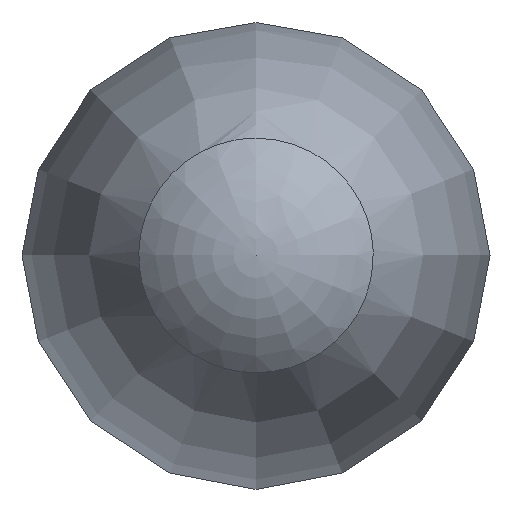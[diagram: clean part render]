
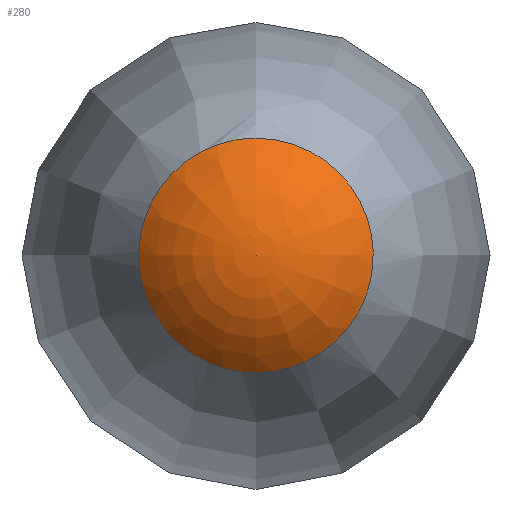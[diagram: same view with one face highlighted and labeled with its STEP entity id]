
A CAD part, front view. The second image highlights one B-rep face of the part: STEP entity #280.
In plain terms, the highlighted free-form (B-spline) face has degree [5, 2] with [7, 9] control points.
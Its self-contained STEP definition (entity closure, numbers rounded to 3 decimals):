
#280 = ADVANCED_FACE('',(#281),#310,.T.);
#281 = FACE_BOUND('',#282,.T.);
#282 = EDGE_LOOP('',(#283,#297,#298));
#283 = ORIENTED_EDGE('',*,*,#284,.T.);
#284 = EDGE_CURVE('',#285,#287,#289,.T.);
#285 = VERTEX_POINT('',#286);
#286 = CARTESIAN_POINT('',(0.,-37.959,1.25));
#287 = VERTEX_POINT('',#288);
#288 = CARTESIAN_POINT('',(0.,-38.5,0.));
#289 = B_SPLINE_CURVE_WITH_KNOTS('',5,(#290,#291,#292,#293,#294,#295,
    #296),.UNSPECIFIED.,.F.,.F.,(6,1,6),(0.886,0.9,1.),
  .UNSPECIFIED.);
#290 = CARTESIAN_POINT('',(0.,-37.959,1.25));
#291 = CARTESIAN_POINT('',(0.,-37.985,1.225));
#292 = CARTESIAN_POINT('',(0.,-38.19,1.018));
#293 = CARTESIAN_POINT('',(0.,-38.347,0.789));
#294 = CARTESIAN_POINT('',(0.,-38.451,0.536));
#295 = CARTESIAN_POINT('',(0.,-38.5,0.26));
#296 = CARTESIAN_POINT('',(0.,-38.5,0.));
#297 = ORIENTED_EDGE('',*,*,#284,.F.);
#298 = ORIENTED_EDGE('',*,*,#299,.F.);
#299 = EDGE_CURVE('',#285,#285,#300,.T.);
#300 = ( BOUNDED_CURVE() B_SPLINE_CURVE(2,(#301,#302,#303,#304,#305,#306
,#307,#308,#309),.UNSPECIFIED.,.T.,.F.) B_SPLINE_CURVE_WITH_KNOTS((3,2,2
    ,2,3),(-1.571,0.,1.571,3.142,
4.712),.UNSPECIFIED.) CURVE() GEOMETRIC_REPRESENTATION_ITEM() 
RATIONAL_B_SPLINE_CURVE((1.,0.707,1.,0.707,1.,
0.707,1.,0.707,1.)) REPRESENTATION_ITEM('') );
#301 = CARTESIAN_POINT('',(0.,-37.959,1.25));
#302 = CARTESIAN_POINT('',(1.25,-37.959,1.25));
#303 = CARTESIAN_POINT('',(1.25,-37.959,0.));
#304 = CARTESIAN_POINT('',(1.25,-37.959,-1.25));
#305 = CARTESIAN_POINT('',(0.,-37.959,-1.25));
#306 = CARTESIAN_POINT('',(-1.25,-37.959,-1.25));
#307 = CARTESIAN_POINT('',(-1.25,-37.959,0.));
#308 = CARTESIAN_POINT('',(-1.25,-37.959,1.25));
#309 = CARTESIAN_POINT('',(0.,-37.959,1.25));
#310 = ( BOUNDED_SURFACE() B_SPLINE_SURFACE(5,2,(
    (#311,#312,#313,#314,#315,#316,#317,#318,#319)
    ,(#320,#321,#322,#323,#324,#325,#326,#327,#328)
    ,(#329,#330,#331,#332,#333,#334,#335,#336,#337)
    ,(#338,#339,#340,#341,#342,#343,#344,#345,#346)
    ,(#347,#348,#349,#350,#351,#352,#353,#354,#355)
    ,(#356,#357,#358,#359,#360,#361,#362,#363,#364)
    ,(#365,#366,#367,#368,#369,#370,#371,#372,#373
)),.UNSPECIFIED.,.F.,.T.,.F.) B_SPLINE_SURFACE_WITH_KNOTS((6,1,6),(1,2,2
    ,2,2,2,1),(0.886,0.9,1.),(-1.571,0.,1.571
    ,3.142,4.712,6.283,7.854),
.UNSPECIFIED.) GEOMETRIC_REPRESENTATION_ITEM() RATIONAL_B_SPLINE_SURFACE
((
    (1.,0.707,1.,0.707,1.,0.707,1.
      ,0.707,1.)
    ,(1.,0.707,1.,0.707,1.,0.707,1.
      ,0.707,1.)
    ,(1.,0.707,1.,0.707,1.,0.707,1.
      ,0.707,1.)
    ,(1.,0.707,1.,0.707,1.,0.707,1.
      ,0.707,1.)
    ,(1.,0.707,1.,0.707,1.,0.707,1.
      ,0.707,1.)
    ,(1.,0.707,1.,0.707,1.,0.707,1.
      ,0.707,1.)
    ,(1.,0.707,1.,0.707,1.,0.707,1.
,0.707,1.))) REPRESENTATION_ITEM('') SURFACE() );
#311 = CARTESIAN_POINT('',(0.,-37.959,1.25));
#312 = CARTESIAN_POINT('',(1.25,-37.959,1.25));
#313 = CARTESIAN_POINT('',(1.25,-37.959,0.));
#314 = CARTESIAN_POINT('',(1.25,-37.959,-1.25));
#315 = CARTESIAN_POINT('',(0.,-37.959,-1.25));
#316 = CARTESIAN_POINT('',(-1.25,-37.959,-1.25));
#317 = CARTESIAN_POINT('',(-1.25,-37.959,0.));
#318 = CARTESIAN_POINT('',(-1.25,-37.959,1.25));
#319 = CARTESIAN_POINT('',(0.,-37.959,1.25));
#320 = CARTESIAN_POINT('',(0.,-37.985,1.225));
#321 = CARTESIAN_POINT('',(1.225,-37.985,1.225
    ));
#322 = CARTESIAN_POINT('',(1.225,-37.985,0.));
#323 = CARTESIAN_POINT('',(1.225,-37.985,
    -1.225));
#324 = CARTESIAN_POINT('',(0.,-37.985,-1.225));
#325 = CARTESIAN_POINT('',(-1.225,-37.985,
    -1.225));
#326 = CARTESIAN_POINT('',(-1.225,-37.985,0.));
#327 = CARTESIAN_POINT('',(-1.225,-37.985,
    1.225));
#328 = CARTESIAN_POINT('',(0.,-37.985,1.225));
#329 = CARTESIAN_POINT('',(0.,-38.19,1.018));
#330 = CARTESIAN_POINT('',(1.018,-38.19,1.018
    ));
#331 = CARTESIAN_POINT('',(1.018,-38.19,0.));
#332 = CARTESIAN_POINT('',(1.018,-38.19,
    -1.018));
#333 = CARTESIAN_POINT('',(0.,-38.19,-1.018));
#334 = CARTESIAN_POINT('',(-1.018,-38.19,
    -1.018));
#335 = CARTESIAN_POINT('',(-1.018,-38.19,0.));
#336 = CARTESIAN_POINT('',(-1.018,-38.19,
    1.018));
#337 = CARTESIAN_POINT('',(0.,-38.19,1.018));
#338 = CARTESIAN_POINT('',(0.,-38.347,0.789));
#339 = CARTESIAN_POINT('',(0.789,-38.347,0.789
    ));
#340 = CARTESIAN_POINT('',(0.789,-38.347,0.));
#341 = CARTESIAN_POINT('',(0.789,-38.347,
    -0.789));
#342 = CARTESIAN_POINT('',(0.,-38.347,-0.789));
#343 = CARTESIAN_POINT('',(-0.789,-38.347,
    -0.789));
#344 = CARTESIAN_POINT('',(-0.789,-38.347,0.));
#345 = CARTESIAN_POINT('',(-0.789,-38.347,
    0.789));
#346 = CARTESIAN_POINT('',(0.,-38.347,0.789));
#347 = CARTESIAN_POINT('',(0.,-38.451,0.536));
#348 = CARTESIAN_POINT('',(0.536,-38.451,0.536
    ));
#349 = CARTESIAN_POINT('',(0.536,-38.451,0.));
#350 = CARTESIAN_POINT('',(0.536,-38.451,
    -0.536));
#351 = CARTESIAN_POINT('',(0.,-38.451,-0.536));
#352 = CARTESIAN_POINT('',(-0.536,-38.451,
    -0.536));
#353 = CARTESIAN_POINT('',(-0.536,-38.451,0.));
#354 = CARTESIAN_POINT('',(-0.536,-38.451,
    0.536));
#355 = CARTESIAN_POINT('',(0.,-38.451,0.536));
#356 = CARTESIAN_POINT('',(0.,-38.5,0.26));
#357 = CARTESIAN_POINT('',(0.26,-38.5,0.26));
#358 = CARTESIAN_POINT('',(0.26,-38.5,0.));
#359 = CARTESIAN_POINT('',(0.26,-38.5,-0.26));
#360 = CARTESIAN_POINT('',(0.,-38.5,-0.26));
#361 = CARTESIAN_POINT('',(-0.26,-38.5,-0.26));
#362 = CARTESIAN_POINT('',(-0.26,-38.5,0.));
#363 = CARTESIAN_POINT('',(-0.26,-38.5,0.26));
#364 = CARTESIAN_POINT('',(0.,-38.5,0.26));
#365 = CARTESIAN_POINT('',(0.,-38.5,0.));
#366 = CARTESIAN_POINT('',(0.,-38.5,0.));
#367 = CARTESIAN_POINT('',(0.,-38.5,0.));
#368 = CARTESIAN_POINT('',(0.,-38.5,0.));
#369 = CARTESIAN_POINT('',(0.,-38.5,0.));
#370 = CARTESIAN_POINT('',(0.,-38.5,0.));
#371 = CARTESIAN_POINT('',(0.,-38.5,0.));
#372 = CARTESIAN_POINT('',(0.,-38.5,0.));
#373 = CARTESIAN_POINT('',(0.,-38.5,0.));
